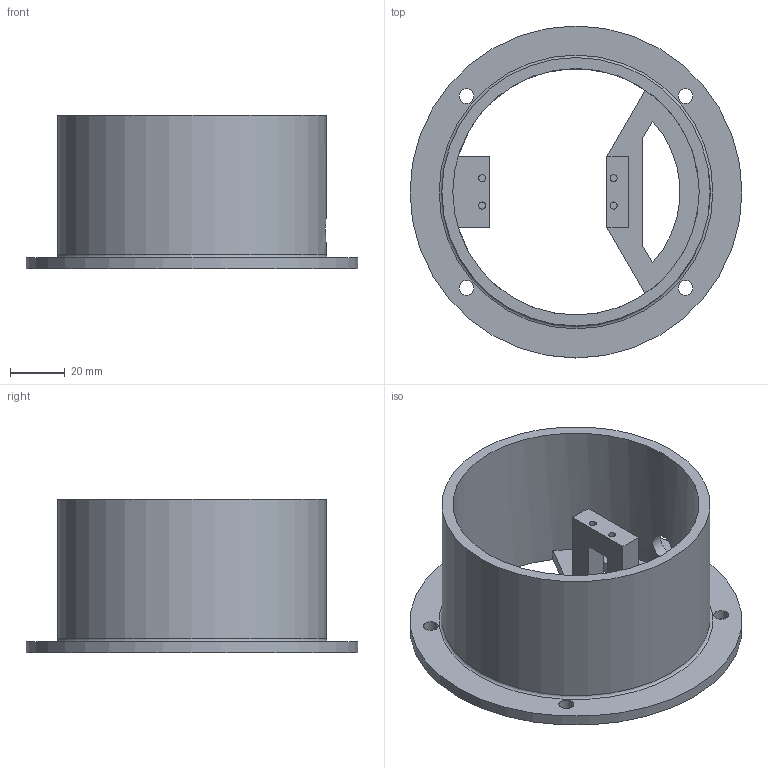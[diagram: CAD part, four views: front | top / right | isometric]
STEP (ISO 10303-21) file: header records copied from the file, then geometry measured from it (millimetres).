
FILE_DESCRIPTION(/* description */ (''),/* implementation_level */ '2;1');
FILE_NAME(/* name */ 'robot v4_ipt_5b1387d1.STEP',/* time_stamp */ '2023-06-22T00:15:25+06:00',/* author */ ('AdminForWorker'),/* organization */ (''),/* preprocessor_version */ 'ST-DEVELOPER v18.1',/* originating_system */ 'Autodesk Inventor 2021',/* authorisation */ '');
FILE_SCHEMA (('AUTOMOTIVE_DESIGN { 1 0 10303 214 3 1 1 }'));
Length unit declared in the file: millimetre
Products named in the file (1): robot
Bounding box: 121.25 x 121.25 x 56 mm (x, y, z)
Volume: 96096.3 mm3; surface area: 49872.8 mm2
Topology: 1 solids, 1 shells, 45 faces, 119 edges, 80 vertices
Faces by surface type: plane 27, cylinder 13, cone 4, torus 1
Full cylindrical faces by diameter (mm): 2.6 x4, 5.4 x4, 10 x1, 90 x1, 98 x1, 121.25 x1
Entity records: 1556 total; most frequent: CARTESIAN_POINT 313, DIRECTION 252, ORIENTED_EDGE 238, EDGE_CURVE 119, AXIS2_PLACEMENT_3D 91, VERTEX_POINT 80, LINE 70, VECTOR 70
